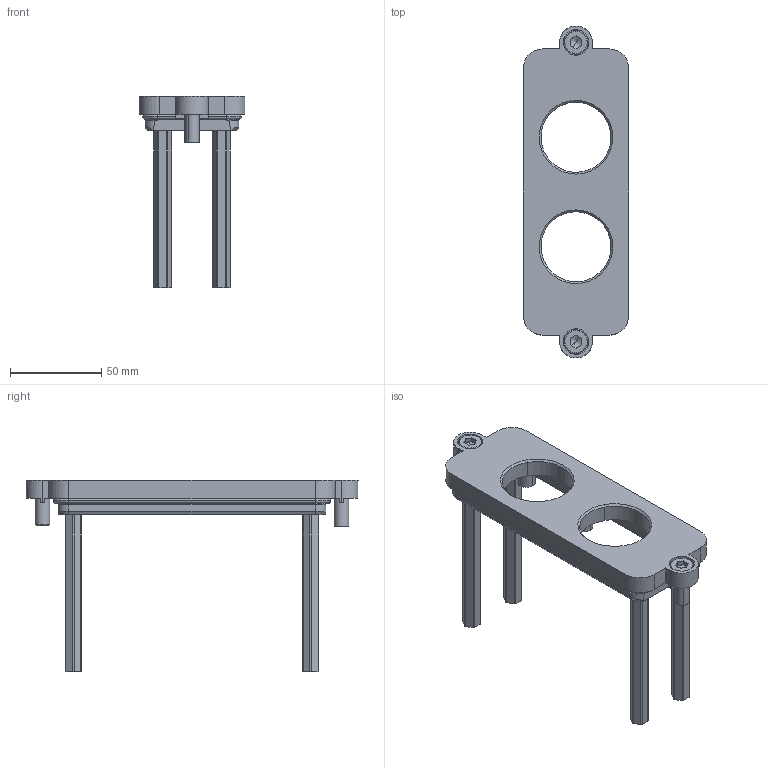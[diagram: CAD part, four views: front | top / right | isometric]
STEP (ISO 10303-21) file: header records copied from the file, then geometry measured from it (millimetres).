
FILE_DESCRIPTION(('CATIA V5 STEP','CAx-IF Rec.Pracs.--- Model Styling and Organization---1.2---2011-12-15'),'2;1');
FILE_NAME ('13456365_2', '2018-08-20T14:48:10+00:00', ('none'), ('Weidmueller'), 'CATIA Version 5-6 Release 2014 SP4 HF52', 'CATIA V5 STEP AP214', 'none');
FILE_SCHEMA(('AUTOMOTIVE_DESIGN { 1 0 10303 214 1 1 1 1 }'));
Length unit declared in the file: millimetre
Products named in the file (1): 1119990000
Bounding box: 58 x 182 x 105 mm (x, y, z)
Volume: 115018.5 mm3; surface area: 46864.5 mm2
Topology: 2 solids, 10 shells, 380 faces, 954 edges, 598 vertices
Faces by surface type: plane 170, cylinder 144, cone 36, torus 30
Entity records: 10669 total; most frequent: CARTESIAN_POINT 2472, ORIENTED_EDGE 1884, DIRECTION 1284, EDGE_CURVE 942, AXIS2_PLACEMENT_3D 608, VERTEX_POINT 598, VECTOR 454, LINE 454
